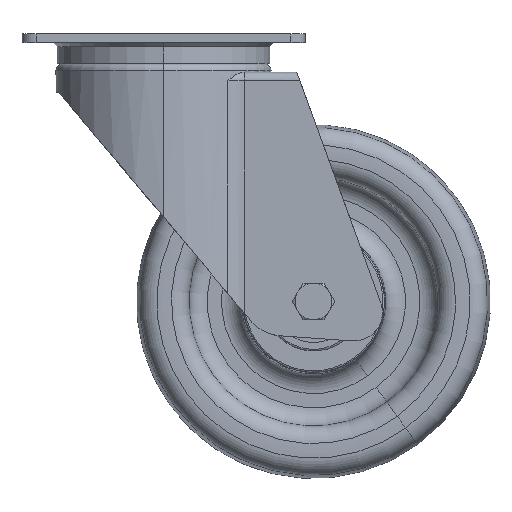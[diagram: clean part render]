
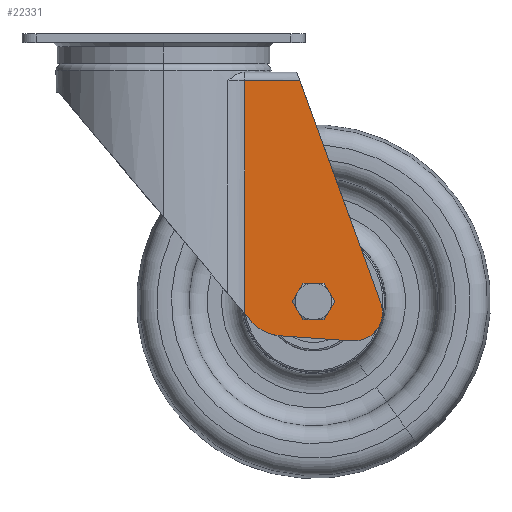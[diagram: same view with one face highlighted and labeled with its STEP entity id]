
A CAD part, top view. The second image highlights one B-rep face of the part: STEP entity #22331.
In plain terms, the highlighted planar face has unit normal (0, 0, 1).
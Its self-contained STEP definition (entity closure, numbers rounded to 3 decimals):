
#270 = CARTESIAN_POINT ( 'NONE',  ( 28.666, -16.5, 28.5 ) ) ;
#472 = VECTOR ( 'NONE', #20831, 1000. ) ;
#628 = EDGE_CURVE ( 'NONE', #14432, #2486, #18543, .T. ) ;
#1523 = EDGE_LOOP ( 'NONE', ( #8285, #15792 ) ) ;
#1681 = VERTEX_POINT ( 'NONE', #26305 ) ;
#1906 = AXIS2_PLACEMENT_3D ( 'NONE', #9700, #5078, #7353 ) ;
#1934 = ORIENTED_EDGE ( 'NONE', *, *, #26714, .F. ) ;
#2230 = EDGE_CURVE ( 'NONE', #14432, #13674, #15663, .T. ) ;
#2486 = VERTEX_POINT ( 'NONE', #25277 ) ;
#2838 = VERTEX_POINT ( 'NONE', #20026 ) ;
#3508 = AXIS2_PLACEMENT_3D ( 'NONE', #18630, #12226, #16596 ) ;
#3546 = DIRECTION ( 'NONE',  ( 0., 0., -1. ) ) ;
#4315 = FACE_OUTER_BOUND ( 'NONE', #21117, .T. ) ;
#4472 = VERTEX_POINT ( 'NONE', #12978 ) ;
#4622 = VECTOR ( 'NONE', #23941, 1000. ) ;
#5078 = DIRECTION ( 'NONE',  ( 0., 0., 1. ) ) ;
#5115 = AXIS2_PLACEMENT_3D ( 'NONE', #9979, #18317, #18235 ) ;
#5341 = LINE ( 'NONE', #8830, #13635 ) ;
#6554 = CARTESIAN_POINT ( 'NONE',  ( 76.733, -95.03, 28.5 ) ) ;
#6622 = DIRECTION ( 'NONE',  ( -0.643, 0.766, 0. ) ) ;
#6700 = ORIENTED_EDGE ( 'NONE', *, *, #22701, .T. ) ;
#7353 = DIRECTION ( 'NONE',  ( 1., 0., 0. ) ) ;
#8232 = LINE ( 'NONE', #8458, #8556 ) ;
#8285 = ORIENTED_EDGE ( 'NONE', *, *, #22215, .T. ) ;
#8458 = CARTESIAN_POINT ( 'NONE',  ( 71.285, -149.549, 28.5 ) ) ;
#8517 = CARTESIAN_POINT ( 'NONE',  ( 0., -209.365, 28.5 ) ) ;
#8556 = VECTOR ( 'NONE', #6622, 1000. ) ;
#8830 = CARTESIAN_POINT ( 'NONE',  ( 28.666, -94.549, 28.5 ) ) ;
#8928 = DIRECTION ( 'NONE',  ( 0., -1., 0. ) ) ;
#9182 = EDGE_CURVE ( 'NONE', #22972, #13674, #15401, .T. ) ;
#9277 = CARTESIAN_POINT ( 'NONE',  ( 66.639, -108.426, 28.5 ) ) ;
#9700 = CARTESIAN_POINT ( 'NONE',  ( 67.336, -98.45, 28.5 ) ) ;
#9856 = ORIENTED_EDGE ( 'NONE', *, *, #13345, .T. ) ;
#9979 = CARTESIAN_POINT ( 'NONE',  ( 42.315, -91.688, 28.5 ) ) ;
#10287 = AXIS2_PLACEMENT_3D ( 'NONE', #27005, #3546, #16317 ) ;
#10776 = EDGE_CURVE ( 'NONE', #22972, #1681, #20194, .T. ) ;
#11051 = CARTESIAN_POINT ( 'NONE',  ( 7.348, -104.28, 28.5 ) ) ;
#12226 = DIRECTION ( 'NONE',  ( 0., 0., -1. ) ) ;
#12498 = DIRECTION ( 'NONE',  ( 1., 0., 0. ) ) ;
#12916 = CARTESIAN_POINT ( 'NONE',  ( 30.825, -101.33, 28.5 ) ) ;
#12928 = VECTOR ( 'NONE', #19095, 1000. ) ;
#12978 = CARTESIAN_POINT ( 'NONE',  ( 58.629, -91.25, 28.5 ) ) ;
#13345 = EDGE_CURVE ( 'NONE', #1681, #13714, #5341, .T. ) ;
#13635 = VECTOR ( 'NONE', #8928, 1000. ) ;
#13674 = VERTEX_POINT ( 'NONE', #6554 ) ;
#13714 = VERTEX_POINT ( 'NONE', #25556 ) ;
#14432 = VERTEX_POINT ( 'NONE', #9277 ) ;
#14593 = EDGE_CURVE ( 'NONE', #2838, #4472, #19786, .T. ) ;
#15401 = LINE ( 'NONE', #18421, #472 ) ;
#15663 = CIRCLE ( 'NONE', #1906, 10. ) ;
#15792 = ORIENTED_EDGE ( 'NONE', *, *, #14593, .T. ) ;
#16317 = DIRECTION ( 'NONE',  ( -0.866, -0.5, 0. ) ) ;
#16596 = DIRECTION ( 'NONE',  ( -0.866, -0.5, 0. ) ) ;
#16821 = CARTESIAN_POINT ( 'NONE',  ( 48.151, -16.5, 28.5 ) ) ;
#16984 = VERTEX_POINT ( 'NONE', #12916 ) ;
#17583 = CIRCLE ( 'NONE', #3508, 6.5 ) ;
#17696 = AXIS2_PLACEMENT_3D ( 'NONE', #8517, #23102, #12498 ) ;
#17849 = ORIENTED_EDGE ( 'NONE', *, *, #9182, .F. ) ;
#17931 = FACE_BOUND ( 'NONE', #1523, .T. ) ;
#18235 = DIRECTION ( 'NONE',  ( 1., 0., 0. ) ) ;
#18317 = DIRECTION ( 'NONE',  ( 0., 0., 1. ) ) ;
#18421 = CARTESIAN_POINT ( 'NONE',  ( 104.504, -171.329, 28.5 ) ) ;
#18543 = LINE ( 'NONE', #11051, #4622 ) ;
#18630 = CARTESIAN_POINT ( 'NONE',  ( 53., -94.5, 28.5 ) ) ;
#19095 = DIRECTION ( 'NONE',  ( -1., 0., 0. ) ) ;
#19786 = CIRCLE ( 'NONE', #10287, 6.5 ) ;
#20026 = CARTESIAN_POINT ( 'NONE',  ( 47.371, -97.75, 28.5 ) ) ;
#20194 = LINE ( 'NONE', #270, #12928 ) ;
#20475 = ORIENTED_EDGE ( 'NONE', *, *, #2230, .T. ) ;
#20831 = DIRECTION ( 'NONE',  ( 0.342, -0.94, 0. ) ) ;
#20874 = CIRCLE ( 'NONE', #5115, 15. ) ;
#20952 = PLANE ( 'NONE',  #17696 ) ;
#21117 = EDGE_LOOP ( 'NONE', ( #17849, #26711, #9856, #1934, #6700, #24027, #20475 ) ) ;
#22215 = EDGE_CURVE ( 'NONE', #4472, #2838, #17583, .T. ) ;
#22331 = ADVANCED_FACE ( 'NONE', ( #4315, #17931 ), #20952, .T. ) ;
#22701 = EDGE_CURVE ( 'NONE', #16984, #2486, #20874, .T. ) ;
#22972 = VERTEX_POINT ( 'NONE', #16821 ) ;
#23102 = DIRECTION ( 'NONE',  ( 0., 0., 1. ) ) ;
#23941 = DIRECTION ( 'NONE',  ( -0.998, 0.07, 0. ) ) ;
#24027 = ORIENTED_EDGE ( 'NONE', *, *, #628, .F. ) ;
#25277 = CARTESIAN_POINT ( 'NONE',  ( 41.269, -106.652, 28.5 ) ) ;
#25556 = CARTESIAN_POINT ( 'NONE',  ( 28.666, -98.758, 28.5 ) ) ;
#26305 = CARTESIAN_POINT ( 'NONE',  ( 28.666, -16.5, 28.5 ) ) ;
#26711 = ORIENTED_EDGE ( 'NONE', *, *, #10776, .T. ) ;
#26714 = EDGE_CURVE ( 'NONE', #16984, #13714, #8232, .T. ) ;
#27005 = CARTESIAN_POINT ( 'NONE',  ( 53., -94.5, 28.5 ) ) ;
